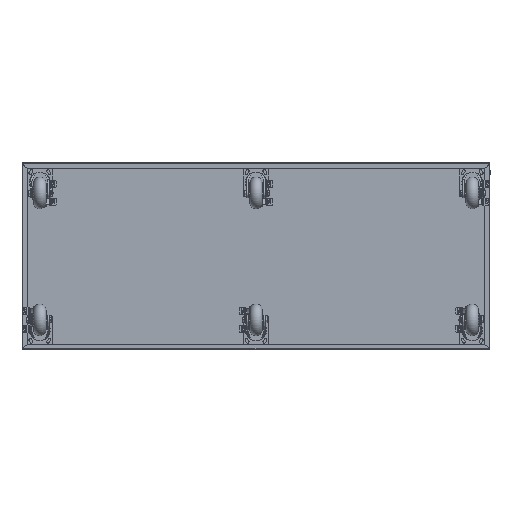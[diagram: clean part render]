
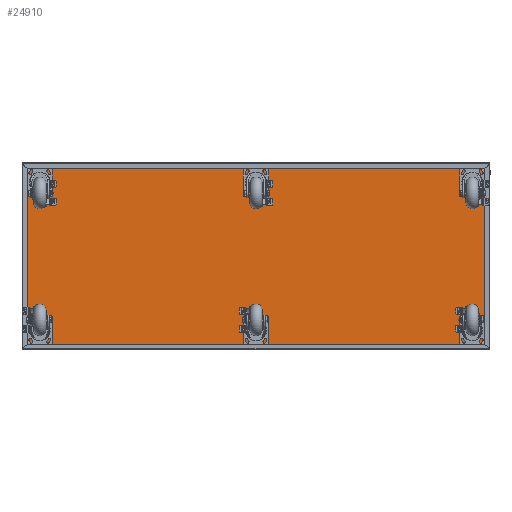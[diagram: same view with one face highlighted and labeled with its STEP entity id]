
A CAD part, front view. The second image highlights one B-rep face of the part: STEP entity #24910.
In plain terms, the highlighted planar face has unit normal (0, -1, 0).
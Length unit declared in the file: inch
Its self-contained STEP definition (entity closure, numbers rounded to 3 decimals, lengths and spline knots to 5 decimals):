
#409 = CARTESIAN_POINT ( 'NONE',  ( -36.75, -0.23438, -14.5625 ) ) ;
#1079 = CARTESIAN_POINT ( 'NONE',  ( 36.75, -0.23438, 14.5625 ) ) ;
#2564 = EDGE_CURVE ( 'NONE', #30675, #37219, #16209, .T. ) ;
#2896 = AXIS2_PLACEMENT_3D ( 'NONE', #18210, #6598, #30156 ) ;
#4707 = LINE ( 'NONE', #5763, #29052 ) ;
#4984 = DIRECTION ( 'NONE',  ( -1., 0., 0. ) ) ;
#5399 = VERTEX_POINT ( 'NONE', #17025 ) ;
#5763 = CARTESIAN_POINT ( 'NONE',  ( -36.75, -0.23438, -14.5625 ) ) ;
#5848 = PLANE ( 'NONE',  #2896 ) ;
#6598 = DIRECTION ( 'NONE',  ( 0., -1., 0. ) ) ;
#8559 = DIRECTION ( 'NONE',  ( 0., 0., 1. ) ) ;
#8740 = LINE ( 'NONE', #1079, #38765 ) ;
#11510 = VECTOR ( 'NONE', #20929, 39.37008 ) ;
#13682 = ORIENTED_EDGE ( 'NONE', *, *, #50879, .F. ) ;
#14269 = FACE_OUTER_BOUND ( 'NONE', #44783, .T. ) ;
#16209 = LINE ( 'NONE', #36329, #30671 ) ;
#16225 = ORIENTED_EDGE ( 'NONE', *, *, #40234, .F. ) ;
#16704 = CARTESIAN_POINT ( 'NONE',  ( -36.75, -0.23438, 14.5625 ) ) ;
#17025 = CARTESIAN_POINT ( 'NONE',  ( 36.75, -0.23438, 14.5625 ) ) ;
#18210 = CARTESIAN_POINT ( 'NONE',  ( 0., -0.23438, 0. ) ) ;
#20352 = CARTESIAN_POINT ( 'NONE',  ( 36.75, -0.23438, -14.5625 ) ) ;
#20929 = DIRECTION ( 'NONE',  ( 1., 0., 0. ) ) ;
#21404 = DIRECTION ( 'NONE',  ( 0., 0., -1. ) ) ;
#22307 = ORIENTED_EDGE ( 'NONE', *, *, #28099, .F. ) ;
#24910 = ADVANCED_FACE ( 'NONE', ( #14269 ), #5848, .T. ) ;
#28099 = EDGE_CURVE ( 'NONE', #37219, #5399, #44771, .T. ) ;
#29052 = VECTOR ( 'NONE', #4984, 39.37008 ) ;
#29483 = VERTEX_POINT ( 'NONE', #20352 ) ;
#30156 = DIRECTION ( 'NONE',  ( 0., 0., -1. ) ) ;
#30671 = VECTOR ( 'NONE', #8559, 39.37008 ) ;
#30675 = VERTEX_POINT ( 'NONE', #409 ) ;
#36329 = CARTESIAN_POINT ( 'NONE',  ( -36.75, -0.23438, 14.5625 ) ) ;
#36602 = CARTESIAN_POINT ( 'NONE',  ( -36.75, -0.23438, 14.5625 ) ) ;
#37219 = VERTEX_POINT ( 'NONE', #36602 ) ;
#38765 = VECTOR ( 'NONE', #21404, 39.37008 ) ;
#40234 = EDGE_CURVE ( 'NONE', #29483, #30675, #4707, .T. ) ;
#44771 = LINE ( 'NONE', #16704, #11510 ) ;
#44783 = EDGE_LOOP ( 'NONE', ( #13682, #22307, #48795, #16225 ) ) ;
#48795 = ORIENTED_EDGE ( 'NONE', *, *, #2564, .F. ) ;
#50879 = EDGE_CURVE ( 'NONE', #5399, #29483, #8740, .T. ) ;
